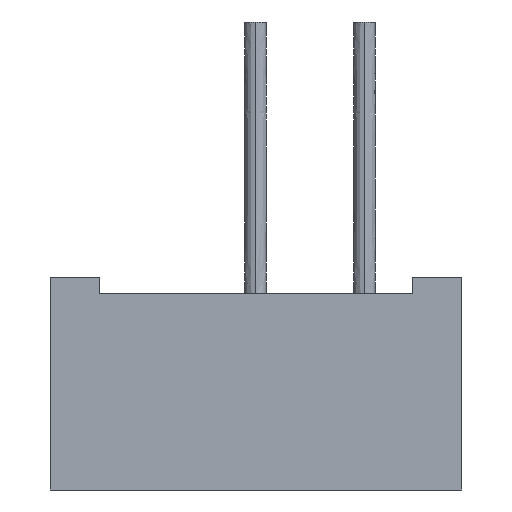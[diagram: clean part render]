
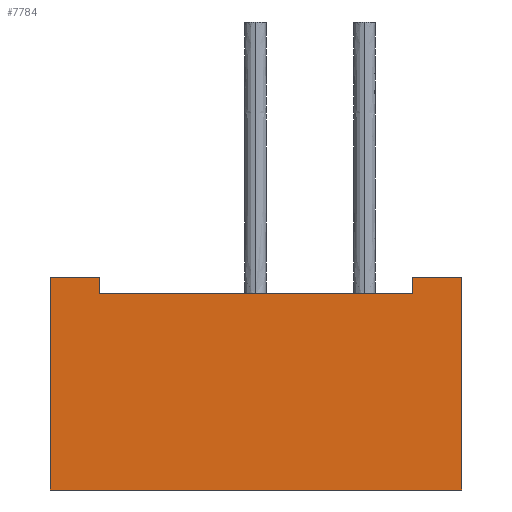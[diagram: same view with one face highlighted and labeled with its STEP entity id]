
A CAD part, front view. The second image highlights one B-rep face of the part: STEP entity #7784.
In plain terms, the highlighted free-form (B-spline) face has degree [1, 1] with [2, 2] control points.
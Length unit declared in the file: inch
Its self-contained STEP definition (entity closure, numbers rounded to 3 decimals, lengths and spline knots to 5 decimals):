
#260=DIRECTION('',(1.,0.,0.));
#261=VECTOR('',#260,0.377);
#262=CARTESIAN_POINT('',(-0.155,-0.1885,0.));
#263=LINE('',#262,#261);
#3141=DIRECTION('',(1.,0.,0.));
#3142=VECTOR('',#3141,0.045);
#3143=CARTESIAN_POINT('',(-0.155,-0.1885,0.195));
#3144=LINE('',#3143,#3142);
#3176=DIRECTION('',(1.,0.,0.));
#3177=VECTOR('',#3176,0.045);
#3178=CARTESIAN_POINT('',(0.177,-0.1885,0.195));
#3179=LINE('',#3178,#3177);
#3232=DIRECTION('',(0.,0.,1.));
#3233=VECTOR('',#3232,0.195);
#3234=CARTESIAN_POINT('',(0.222,-0.1885,0.));
#3235=LINE('',#3234,#3233);
#3309=DIRECTION('',(1.,0.,0.));
#3310=VECTOR('',#3309,0.287);
#3311=CARTESIAN_POINT('',(-0.11,-0.1885,0.18));
#3312=LINE('',#3311,#3310);
#3316=DIRECTION('',(0.,0.,-1.));
#3317=VECTOR('',#3316,0.015);
#3318=CARTESIAN_POINT('',(0.177,-0.1885,0.195));
#3319=LINE('',#3318,#3317);
#3323=DIRECTION('',(0.,0.,1.));
#3324=VECTOR('',#3323,0.195);
#3325=CARTESIAN_POINT('',(-0.155,-0.1885,0.));
#3326=LINE('',#3325,#3324);
#3330=DIRECTION('',(0.,0.,-1.));
#3331=VECTOR('',#3330,0.015);
#3332=CARTESIAN_POINT('',(-0.11,-0.1885,0.195));
#3333=LINE('',#3332,#3331);
#3526=CARTESIAN_POINT('',(-0.155,-0.1885,0.));
#3528=VERTEX_POINT('',#3526);
#3529=CARTESIAN_POINT('',(0.222,-0.1885,0.));
#3530=VERTEX_POINT('',#3529);
#3535=CARTESIAN_POINT('',(-0.155,-0.1885,0.195));
#3536=VERTEX_POINT('',#3535);
#3537=CARTESIAN_POINT('',(0.222,-0.1885,0.195));
#3538=VERTEX_POINT('',#3537);
#3551=CARTESIAN_POINT('',(-0.11,-0.1885,0.195));
#3552=VERTEX_POINT('',#3551);
#3553=CARTESIAN_POINT('',(0.177,-0.1885,0.195));
#3555=VERTEX_POINT('',#3553);
#3565=CARTESIAN_POINT('',(-0.11,-0.1885,0.18));
#3566=CARTESIAN_POINT('',(0.177,-0.1885,0.18));
#3567=VERTEX_POINT('',#3565);
#3568=VERTEX_POINT('',#3566);
#7768=CARTESIAN_POINT('',(-0.16254,-0.1885,-0.0039));
#7769=CARTESIAN_POINT('',(-0.16254,-0.1885,0.1989));
#7770=CARTESIAN_POINT('',(0.22954,-0.1885,-0.0039));
#7771=CARTESIAN_POINT('',(0.22954,-0.1885,0.1989));
#7772=B_SPLINE_SURFACE_WITH_KNOTS('',1,1,((#7768,#7769),(#7770,#7771)),
.UNSPECIFIED.,.F.,.F.,.F.,(2,2),(2,2),(-0.00754,0.38454),(-0.0039,0.1989),
.UNSPECIFIED.);
#7773=ORIENTED_EDGE('',*,*,#6609,.T.);
#7775=ORIENTED_EDGE('',*,*,#7774,.F.);
#7776=ORIENTED_EDGE('',*,*,#7625,.T.);
#7777=ORIENTED_EDGE('',*,*,#7686,.F.);
#7778=ORIENTED_EDGE('',*,*,#4232,.F.);
#7779=ORIENTED_EDGE('',*,*,#7732,.T.);
#7780=ORIENTED_EDGE('',*,*,#7607,.T.);
#7781=ORIENTED_EDGE('',*,*,#7763,.T.);
#7782=EDGE_LOOP('',(#7773,#7775,#7776,#7777,#7778,#7779,#7780,#7781));
#7783=FACE_OUTER_BOUND('',#7782,.F.);
#7784=ADVANCED_FACE('',(#7783),#7772,.T.);
#4232=EDGE_CURVE('',#3528,#3530,#263,.T.);
#6609=EDGE_CURVE('',#3567,#3568,#3312,.T.);
#7607=EDGE_CURVE('',#3536,#3552,#3144,.T.);
#7625=EDGE_CURVE('',#3555,#3538,#3179,.T.);
#7686=EDGE_CURVE('',#3530,#3538,#3235,.T.);
#7732=EDGE_CURVE('',#3528,#3536,#3326,.T.);
#7763=EDGE_CURVE('',#3552,#3567,#3333,.T.);
#7774=EDGE_CURVE('',#3555,#3568,#3319,.T.);
